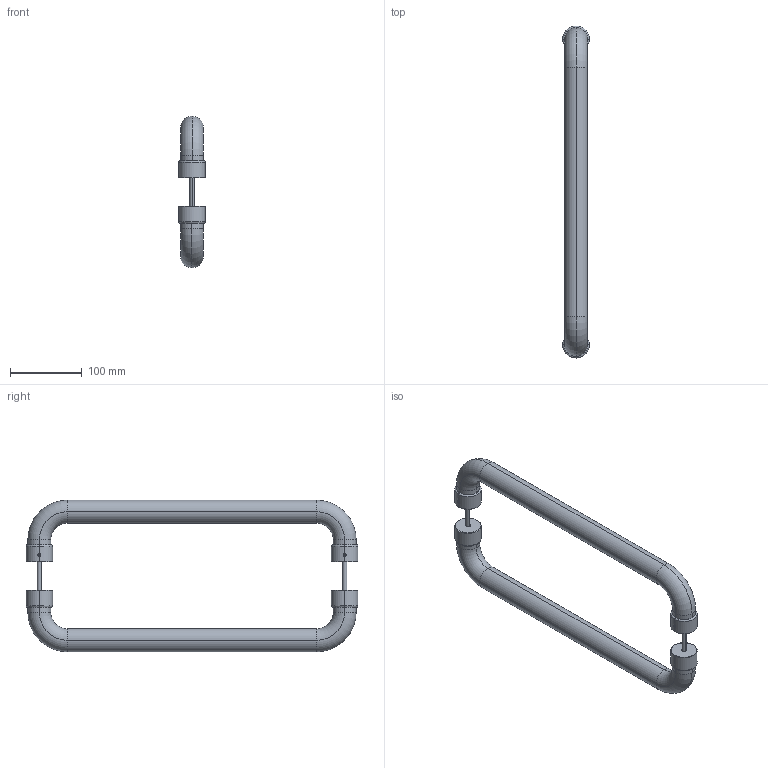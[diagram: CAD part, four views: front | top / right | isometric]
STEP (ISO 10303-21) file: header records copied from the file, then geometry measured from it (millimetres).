
FILE_DESCRIPTION (( 'STEP AP203' ), '1' );
FILE_NAME ('sone3D.STEP', '2014-05-02T02:15:00', ( '' ), ( '' ), 'SwSTEP 2.0', 'SolidWorks 2012', '' );
FILE_SCHEMA (( 'CONFIG_CONTROL_DESIGN' ));
Length unit declared in the file: millimetre
Products named in the file (9): sone3D; AP-44取付台座__A; AP-44スペーサー_; 六角穴付止めねじM4; 廫帤寠晅嶮偹偠M6_M6亊20; 廫帤寠晅嶮偹偠M6_M6亊90; AP-44締め付けカラー_; AP-44取付台座__B; AP-44本体_
Assembly tree (20 placements, depth 2):
  sone3D
    AP-44本体_  x2
    AP-44取付台座__B  x2
    AP-44締め付けカラー_  x2
    廫帤寠晅嶮偹偠M6_M6亊90  x2
    廫帤寠晅嶮偹偠M6_M6亊20  x2
    六角穴付止めねじM4  x4
    AP-44スペーサー_  x4
    AP-44取付台座__A  x2
Bounding box: 37 x 462 x 211 mm (x, y, z)
Volume: 876340.3 mm3; surface area: 144206.5 mm2
Topology: 20 solids, 20 shells, 358 faces, 804 edges, 476 vertices
Faces by surface type: plane 138, cylinder 128, cone 68, torus 24
Entity records: 5977 total; most frequent: CARTESIAN_POINT 1021, DIRECTION 856, ORIENTED_EDGE 704, EDGE_CURVE 352, AXIS2_PLACEMENT_3D 344, VERTEX_POINT 213, EDGE_LOOP 179, LINE 168
